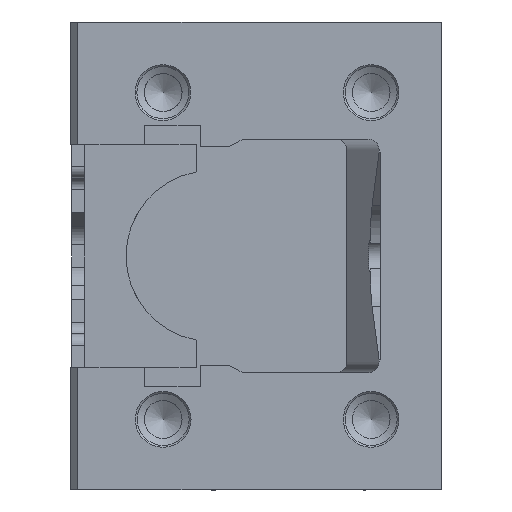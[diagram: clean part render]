
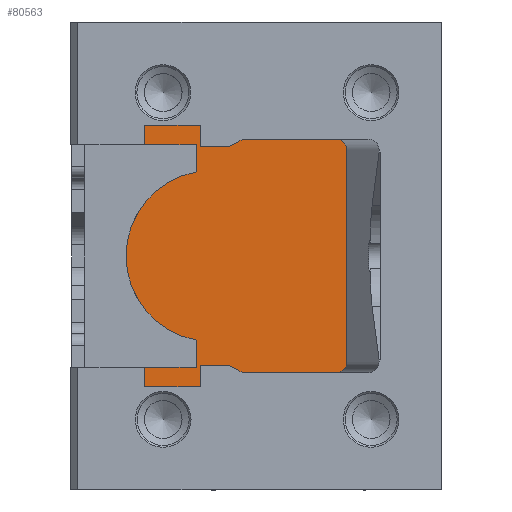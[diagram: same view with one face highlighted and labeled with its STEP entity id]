
A CAD part, left-side view. The second image highlights one B-rep face of the part: STEP entity #80563.
In plain terms, the highlighted planar face has unit normal (-1, 0, 0).
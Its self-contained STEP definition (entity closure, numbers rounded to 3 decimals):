
#465 = DIRECTION ( 'NONE',  ( 0., 0., 1. ) ) ;
#1096 = LINE ( 'NONE', #20458, #9192 ) ;
#1868 = VERTEX_POINT ( 'NONE', #78864 ) ;
#2455 = VERTEX_POINT ( 'NONE', #18998 ) ;
#2553 = CARTESIAN_POINT ( 'NONE',  ( 284., 83.5, -30. ) ) ;
#2889 = EDGE_CURVE ( 'NONE', #66167, #58748, #23482, .T. ) ;
#2931 = DIRECTION ( 'NONE',  ( -1., 0., 0. ) ) ;
#4189 = ORIENTED_EDGE ( 'NONE', *, *, #7573, .F. ) ;
#4199 = DIRECTION ( 'NONE',  ( 0., 0., -1. ) ) ;
#5701 = CARTESIAN_POINT ( 'NONE',  ( 284., 107., -35.25 ) ) ;
#6431 = VECTOR ( 'NONE', #14783, 1000. ) ;
#6549 = CARTESIAN_POINT ( 'NONE',  ( 284., 107., -30. ) ) ;
#7411 = ORIENTED_EDGE ( 'NONE', *, *, #81447, .F. ) ;
#7573 = EDGE_CURVE ( 'NONE', #22270, #58881, #41601, .T. ) ;
#7660 = EDGE_CURVE ( 'NONE', #58881, #41716, #84137, .T. ) ;
#8325 = CARTESIAN_POINT ( 'NONE',  ( 284., 107., 35.25 ) ) ;
#9088 = CIRCLE ( 'NONE', #42004, 5. ) ;
#9100 = VERTEX_POINT ( 'NONE', #54878 ) ;
#9192 = VECTOR ( 'NONE', #79779, 1000. ) ;
#10642 = CARTESIAN_POINT ( 'NONE',  ( 284., 68.5, -29.5 ) ) ;
#10675 = CARTESIAN_POINT ( 'NONE',  ( 284., 107., 29.5 ) ) ;
#11078 = LINE ( 'NONE', #44991, #44868 ) ;
#11569 = DIRECTION ( 'NONE',  ( 0., 0., -1. ) ) ;
#11728 = DIRECTION ( 'NONE',  ( 0., 1., 0. ) ) ;
#13409 = CARTESIAN_POINT ( 'NONE',  ( 284., 0., 0. ) ) ;
#13504 = CARTESIAN_POINT ( 'NONE',  ( 284., 83.5, -100. ) ) ;
#14783 = DIRECTION ( 'NONE',  ( 0., -1., 0. ) ) ;
#15440 = EDGE_CURVE ( 'NONE', #37166, #50806, #1096, .T. ) ;
#15449 = DIRECTION ( 'NONE',  ( 0., -0.866, -0.5 ) ) ;
#16079 = ORIENTED_EDGE ( 'NONE', *, *, #70407, .T. ) ;
#16250 = EDGE_CURVE ( 'NONE', #9100, #28500, #48465, .T. ) ;
#16422 = EDGE_CURVE ( 'NONE', #9100, #43510, #11078, .T. ) ;
#16649 = DIRECTION ( 'NONE',  ( 0., 0., 1. ) ) ;
#17113 = ORIENTED_EDGE ( 'NONE', *, *, #38595, .T. ) ;
#17759 = CARTESIAN_POINT ( 'NONE',  ( 284., 60.567, 29.5 ) ) ;
#18372 = DIRECTION ( 'NONE',  ( 0., -1., 0. ) ) ;
#18998 = CARTESIAN_POINT ( 'NONE',  ( 284., 60.567, -29.5 ) ) ;
#19902 = AXIS2_PLACEMENT_3D ( 'NONE', #13409, #39603, #465 ) ;
#20458 = CARTESIAN_POINT ( 'NONE',  ( 284., 83.5, -100. ) ) ;
#20600 = LINE ( 'NONE', #33485, #75698 ) ;
#20709 = EDGE_CURVE ( 'NONE', #50806, #66167, #46032, .T. ) ;
#21099 = EDGE_CURVE ( 'NONE', #28500, #69721, #30203, .T. ) ;
#22264 = DIRECTION ( 'NONE',  ( 0., 0., -1. ) ) ;
#22270 = VERTEX_POINT ( 'NONE', #74764 ) ;
#23373 = EDGE_CURVE ( 'NONE', #29817, #22270, #74077, .T. ) ;
#23482 = LINE ( 'NONE', #57401, #81734 ) ;
#24614 = ORIENTED_EDGE ( 'NONE', *, *, #24772, .T. ) ;
#24772 = EDGE_CURVE ( 'NONE', #2455, #42933, #20600, .T. ) ;
#25022 = LINE ( 'NONE', #5701, #76999 ) ;
#26452 = EDGE_CURVE ( 'NONE', #31651, #43510, #67995, .T. ) ;
#27014 = CARTESIAN_POINT ( 'NONE',  ( 284., 68.5, -35.25 ) ) ;
#27613 = DIRECTION ( 'NONE',  ( 0., -1., 0. ) ) ;
#28500 = VERTEX_POINT ( 'NONE', #57266 ) ;
#29817 = VERTEX_POINT ( 'NONE', #35284 ) ;
#30203 = CIRCLE ( 'NONE', #68616, 5. ) ;
#31651 = VERTEX_POINT ( 'NONE', #53705 ) ;
#32429 = VECTOR ( 'NONE', #78827, 1000. ) ;
#32460 = EDGE_LOOP ( 'NONE', ( #56740, #77718, #34133, #47647, #42000, #24614, #17113, #75933, #70605, #35722, #72824, #16079, #44711, #4189, #38336, #36837, #7411, #78889 ) ) ;
#33485 = CARTESIAN_POINT ( 'NONE',  ( 284., 63.737, -27.67 ) ) ;
#34072 = CARTESIAN_POINT ( 'NONE',  ( 284., 55.763, -31.5 ) ) ;
#34133 = ORIENTED_EDGE ( 'NONE', *, *, #61645, .F. ) ;
#35284 = CARTESIAN_POINT ( 'NONE',  ( 284., 83.5, 35.25 ) ) ;
#35722 = ORIENTED_EDGE ( 'NONE', *, *, #16250, .T. ) ;
#36330 = VERTEX_POINT ( 'NONE', #27014 ) ;
#36837 = ORIENTED_EDGE ( 'NONE', *, *, #48463, .F. ) ;
#37166 = VERTEX_POINT ( 'NONE', #54488 ) ;
#37937 = EDGE_CURVE ( 'NONE', #64878, #36330, #38211, .T. ) ;
#38211 = LINE ( 'NONE', #44197, #41885 ) ;
#38336 = ORIENTED_EDGE ( 'NONE', *, *, #23373, .F. ) ;
#38595 = EDGE_CURVE ( 'NONE', #42933, #31651, #9088, .T. ) ;
#38641 = DIRECTION ( 'NONE',  ( 0., 1., 0. ) ) ;
#38746 = FACE_OUTER_BOUND ( 'NONE', #32460, .T. ) ;
#39487 = CARTESIAN_POINT ( 'NONE',  ( 284., 107., -29.5 ) ) ;
#39603 = DIRECTION ( 'NONE',  ( -1., 0., 0. ) ) ;
#41601 = LINE ( 'NONE', #54926, #55796 ) ;
#41716 = VERTEX_POINT ( 'NONE', #17759 ) ;
#41885 = VECTOR ( 'NONE', #11569, 1000. ) ;
#42000 = ORIENTED_EDGE ( 'NONE', *, *, #55421, .F. ) ;
#42004 = AXIS2_PLACEMENT_3D ( 'NONE', #75347, #82626, #42632 ) ;
#42035 = DIRECTION ( 'NONE',  ( 0., 0., -1. ) ) ;
#42632 = DIRECTION ( 'NONE',  ( 0., 0., -1. ) ) ;
#42830 = VECTOR ( 'NONE', #27613, 1000. ) ;
#42933 = VERTEX_POINT ( 'NONE', #47370 ) ;
#43510 = VERTEX_POINT ( 'NONE', #56255 ) ;
#44197 = CARTESIAN_POINT ( 'NONE',  ( 284., 68.5, -100. ) ) ;
#44711 = ORIENTED_EDGE ( 'NONE', *, *, #7660, .F. ) ;
#44868 = VECTOR ( 'NONE', #4199, 1000. ) ;
#44991 = CARTESIAN_POINT ( 'NONE',  ( 284., 27.5, 57. ) ) ;
#46032 = LINE ( 'NONE', #6549, #57594 ) ;
#47226 = CARTESIAN_POINT ( 'NONE',  ( 284., 58.263, 30.83 ) ) ;
#47370 = CARTESIAN_POINT ( 'NONE',  ( 284., 58.263, -30.83 ) ) ;
#47647 = ORIENTED_EDGE ( 'NONE', *, *, #37937, .F. ) ;
#48463 = EDGE_CURVE ( 'NONE', #1868, #29817, #72795, .T. ) ;
#48465 = LINE ( 'NONE', #61807, #70962 ) ;
#48856 = VECTOR ( 'NONE', #69921, 1000. ) ;
#49266 = CARTESIAN_POINT ( 'NONE',  ( 284., 63.737, 27.67 ) ) ;
#50806 = VERTEX_POINT ( 'NONE', #2553 ) ;
#52830 = VECTOR ( 'NONE', #38641, 1000. ) ;
#53705 = CARTESIAN_POINT ( 'NONE',  ( 284., 55.763, -31.5 ) ) ;
#54488 = CARTESIAN_POINT ( 'NONE',  ( 284., 83.5, -35.25 ) ) ;
#54878 = CARTESIAN_POINT ( 'NONE',  ( 284., 27.5, 31.5 ) ) ;
#54926 = CARTESIAN_POINT ( 'NONE',  ( 284., 68.5, -100. ) ) ;
#55421 = EDGE_CURVE ( 'NONE', #2455, #64878, #78632, .T. ) ;
#55796 = VECTOR ( 'NONE', #42035, 1000. ) ;
#56255 = CARTESIAN_POINT ( 'NONE',  ( 284., 27.5, -31.5 ) ) ;
#56740 = ORIENTED_EDGE ( 'NONE', *, *, #20709, .F. ) ;
#57266 = CARTESIAN_POINT ( 'NONE',  ( 284., 55.763, 31.5 ) ) ;
#57383 = LINE ( 'NONE', #49266, #81553 ) ;
#57401 = CARTESIAN_POINT ( 'NONE',  ( 284., 99.5, 57. ) ) ;
#57594 = VECTOR ( 'NONE', #59346, 1000. ) ;
#58748 = VERTEX_POINT ( 'NONE', #67569 ) ;
#58881 = VERTEX_POINT ( 'NONE', #68842 ) ;
#59346 = DIRECTION ( 'NONE',  ( 0., 1., 0. ) ) ;
#61645 = EDGE_CURVE ( 'NONE', #36330, #37166, #25022, .T. ) ;
#61807 = CARTESIAN_POINT ( 'NONE',  ( 284., 55.763, 31.5 ) ) ;
#62837 = CARTESIAN_POINT ( 'NONE',  ( 284., 99.5, -30. ) ) ;
#64324 = CARTESIAN_POINT ( 'NONE',  ( 284., 107., 30. ) ) ;
#64878 = VERTEX_POINT ( 'NONE', #10642 ) ;
#66167 = VERTEX_POINT ( 'NONE', #62837 ) ;
#67569 = CARTESIAN_POINT ( 'NONE',  ( 284., 99.5, 30. ) ) ;
#67995 = LINE ( 'NONE', #34072, #42830 ) ;
#68616 = AXIS2_PLACEMENT_3D ( 'NONE', #74732, #2931, #22264 ) ;
#68842 = CARTESIAN_POINT ( 'NONE',  ( 284., 68.5, 29.5 ) ) ;
#69721 = VERTEX_POINT ( 'NONE', #47226 ) ;
#69921 = DIRECTION ( 'NONE',  ( 0., -1., 0. ) ) ;
#70407 = EDGE_CURVE ( 'NONE', #69721, #41716, #57383, .T. ) ;
#70605 = ORIENTED_EDGE ( 'NONE', *, *, #16422, .F. ) ;
#70962 = VECTOR ( 'NONE', #82027, 1000. ) ;
#72795 = LINE ( 'NONE', #13504, #32429 ) ;
#72824 = ORIENTED_EDGE ( 'NONE', *, *, #21099, .T. ) ;
#74077 = LINE ( 'NONE', #8325, #6431 ) ;
#74732 = CARTESIAN_POINT ( 'NONE',  ( 284., 55.763, 26.5 ) ) ;
#74764 = CARTESIAN_POINT ( 'NONE',  ( 284., 68.5, 35.25 ) ) ;
#75347 = CARTESIAN_POINT ( 'NONE',  ( 284., 55.763, -26.5 ) ) ;
#75698 = VECTOR ( 'NONE', #15449, 1000. ) ;
#75933 = ORIENTED_EDGE ( 'NONE', *, *, #26452, .T. ) ;
#75955 = LINE ( 'NONE', #64324, #48856 ) ;
#76999 = VECTOR ( 'NONE', #11728, 1000. ) ;
#77479 = PLANE ( 'NONE',  #19902 ) ;
#77718 = ORIENTED_EDGE ( 'NONE', *, *, #15440, .F. ) ;
#78632 = LINE ( 'NONE', #39487, #52830 ) ;
#78827 = DIRECTION ( 'NONE',  ( 0., 0., 1. ) ) ;
#78864 = CARTESIAN_POINT ( 'NONE',  ( 284., 83.5, 30. ) ) ;
#78889 = ORIENTED_EDGE ( 'NONE', *, *, #2889, .F. ) ;
#79779 = DIRECTION ( 'NONE',  ( 0., 0., 1. ) ) ;
#80502 = VECTOR ( 'NONE', #18372, 1000. ) ;
#80563 = ADVANCED_FACE ( 'NONE', ( #38746 ), #77479, .T. ) ;
#81447 = EDGE_CURVE ( 'NONE', #58748, #1868, #75955, .T. ) ;
#81553 = VECTOR ( 'NONE', #83659, 1000. ) ;
#81734 = VECTOR ( 'NONE', #16649, 1000. ) ;
#82027 = DIRECTION ( 'NONE',  ( 0., 1., 0. ) ) ;
#82626 = DIRECTION ( 'NONE',  ( -1., 0., 0. ) ) ;
#83659 = DIRECTION ( 'NONE',  ( 0., 0.866, -0.5 ) ) ;
#84137 = LINE ( 'NONE', #10675, #80502 ) ;
